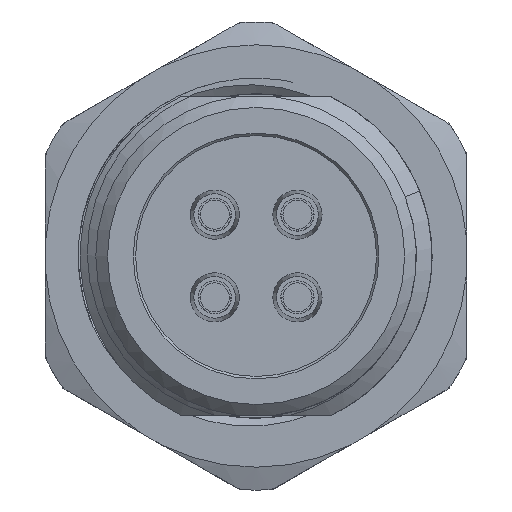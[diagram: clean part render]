
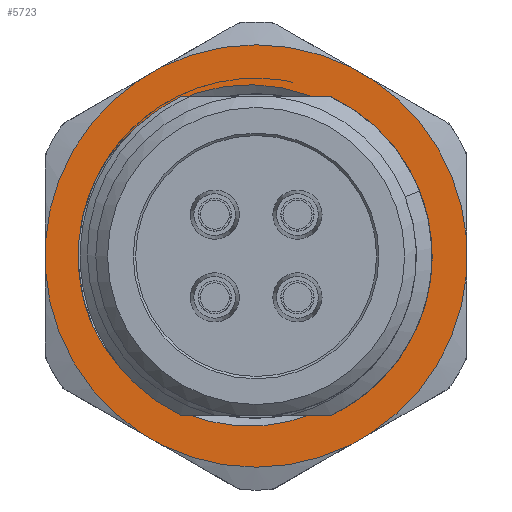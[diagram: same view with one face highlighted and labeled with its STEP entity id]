
A CAD part, left-side view. The second image highlights one B-rep face of the part: STEP entity #5723.
In plain terms, the highlighted planar face has unit normal (-1, 0, 0).
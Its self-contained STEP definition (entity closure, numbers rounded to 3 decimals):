
#371=B_SPLINE_CURVE_WITH_KNOTS('',3,(#21258,#21259,#21260,#21261,#21262,
#21263,#21264),.UNSPECIFIED.,.F.,.F.,(4,1,1,1,4),(0.,
0.004,0.009,0.013,0.017),
 .UNSPECIFIED.);
#372=B_SPLINE_CURVE_WITH_KNOTS('',3,(#21268,#21269,#21270,#21271,#21272,
#21273,#21274),.UNSPECIFIED.,.F.,.F.,(4,1,1,1,4),(0.,
0.004,0.009,0.013,0.017),
 .UNSPECIFIED.);
#762=LINE('',#21275,#1015);
#763=LINE('',#21280,#1016);
#764=LINE('',#21284,#1017);
#765=LINE('',#21288,#1018);
#766=LINE('',#21292,#1019);
#767=LINE('',#21296,#1020);
#1015=VECTOR('',#8019,1000.);
#1016=VECTOR('',#8022,1000.);
#1017=VECTOR('',#8025,1000.);
#1018=VECTOR('',#8028,1000.);
#1019=VECTOR('',#8031,1000.);
#1020=VECTOR('',#8034,1000.);
#2243=ORIENTED_EDGE('',*,*,#3145,.F.);
#2244=ORIENTED_EDGE('',*,*,#3146,.T.);
#2245=ORIENTED_EDGE('',*,*,#3147,.T.);
#2246=ORIENTED_EDGE('',*,*,#3148,.T.);
#2247=ORIENTED_EDGE('',*,*,#3149,.F.);
#2248=ORIENTED_EDGE('',*,*,#3150,.T.);
#2249=ORIENTED_EDGE('',*,*,#3151,.F.);
#2250=ORIENTED_EDGE('',*,*,#3152,.T.);
#2251=ORIENTED_EDGE('',*,*,#3153,.F.);
#2252=ORIENTED_EDGE('',*,*,#3154,.T.);
#2253=ORIENTED_EDGE('',*,*,#3155,.F.);
#2254=ORIENTED_EDGE('',*,*,#3156,.T.);
#2255=ORIENTED_EDGE('',*,*,#3157,.F.);
#2256=ORIENTED_EDGE('',*,*,#3158,.T.);
#2257=ORIENTED_EDGE('',*,*,#3159,.F.);
#2258=ORIENTED_EDGE('',*,*,#3160,.T.);
#3145=EDGE_CURVE('',#3741,#3742,#4098,.T.);
#3146=EDGE_CURVE('',#3741,#3743,#371,.T.);
#3147=EDGE_CURVE('',#3743,#3744,#4099,.F.);
#3148=EDGE_CURVE('',#3744,#3742,#372,.T.);
#3149=EDGE_CURVE('',#3745,#3746,#762,.T.);
#3150=EDGE_CURVE('',#3745,#3747,#4100,.F.);
#3151=EDGE_CURVE('',#3748,#3747,#763,.T.);
#3152=EDGE_CURVE('',#3748,#3749,#4101,.F.);
#3153=EDGE_CURVE('',#3750,#3749,#764,.T.);
#3154=EDGE_CURVE('',#3750,#3751,#4102,.F.);
#3155=EDGE_CURVE('',#3752,#3751,#765,.T.);
#3156=EDGE_CURVE('',#3752,#3753,#4103,.F.);
#3157=EDGE_CURVE('',#3754,#3753,#766,.T.);
#3158=EDGE_CURVE('',#3754,#3755,#4104,.F.);
#3159=EDGE_CURVE('',#3756,#3755,#767,.T.);
#3160=EDGE_CURVE('',#3756,#3746,#4105,.F.);
#3741=VERTEX_POINT('',#21256);
#3742=VERTEX_POINT('',#21257);
#3743=VERTEX_POINT('',#21265);
#3744=VERTEX_POINT('',#21267);
#3745=VERTEX_POINT('',#21276);
#3746=VERTEX_POINT('',#21277);
#3747=VERTEX_POINT('',#21279);
#3748=VERTEX_POINT('',#21281);
#3749=VERTEX_POINT('',#21283);
#3750=VERTEX_POINT('',#21285);
#3751=VERTEX_POINT('',#21287);
#3752=VERTEX_POINT('',#21289);
#3753=VERTEX_POINT('',#21291);
#3754=VERTEX_POINT('',#21293);
#3755=VERTEX_POINT('',#21295);
#3756=VERTEX_POINT('',#21297);
#4098=CIRCLE('',#6585,7.6);
#4099=CIRCLE('',#6586,6.93);
#4100=CIRCLE('',#6587,9.024);
#4101=CIRCLE('',#6588,9.024);
#4102=CIRCLE('',#6589,9.024);
#4103=CIRCLE('',#6590,9.024);
#4104=CIRCLE('',#6591,9.024);
#4105=CIRCLE('',#6592,9.024);
#4616=EDGE_LOOP('',(#2243,#2244,#2245,#2246));
#4617=EDGE_LOOP('',(#2247,#2248,#2249,#2250,#2251,#2252,#2253,#2254,#2255,
#2256,#2257,#2258));
#5179=FACE_BOUND('',#4616,.T.);
#5180=FACE_BOUND('',#4617,.T.);
#5377=PLANE('',#6584);
#5723=ADVANCED_FACE('',(#5179,#5180),#5377,.F.);
#6584=AXIS2_PLACEMENT_3D('',#21254,#8013,#8014);
#6585=AXIS2_PLACEMENT_3D('',#21255,#8015,#8016);
#6586=AXIS2_PLACEMENT_3D('',#21266,#8017,#8018);
#6587=AXIS2_PLACEMENT_3D('',#21278,#8020,#8021);
#6588=AXIS2_PLACEMENT_3D('',#21282,#8023,#8024);
#6589=AXIS2_PLACEMENT_3D('',#21286,#8026,#8027);
#6590=AXIS2_PLACEMENT_3D('',#21290,#8029,#8030);
#6591=AXIS2_PLACEMENT_3D('',#21294,#8032,#8033);
#6592=AXIS2_PLACEMENT_3D('',#21298,#8035,#8036);
#8013=DIRECTION('',(1.,0.,0.));
#8014=DIRECTION('',(0.,0.,-1.));
#8015=DIRECTION('',(-1.,0.,0.));
#8016=DIRECTION('',(0.,1.,0.));
#8017=DIRECTION('',(-1.,0.,0.));
#8018=DIRECTION('',(0.,0.,1.));
#8019=DIRECTION('',(0.,1.,0.));
#8020=DIRECTION('',(1.,0.,0.));
#8021=DIRECTION('',(0.,0.,-1.));
#8022=DIRECTION('',(0.,0.498,-0.867));
#8023=DIRECTION('',(1.,0.,0.));
#8024=DIRECTION('',(0.,0.,-1.));
#8025=DIRECTION('',(0.,-0.498,-0.867));
#8026=DIRECTION('',(1.,0.,0.));
#8027=DIRECTION('',(0.,0.,-1.));
#8028=DIRECTION('',(0.,-1.,0.));
#8029=DIRECTION('',(1.,0.,0.));
#8030=DIRECTION('',(0.,0.,-1.));
#8031=DIRECTION('',(0.,-0.497,0.868));
#8032=DIRECTION('',(1.,0.,0.));
#8033=DIRECTION('',(0.,0.,-1.));
#8034=DIRECTION('',(0.,0.497,0.868));
#8035=DIRECTION('',(1.,0.,0.));
#8036=DIRECTION('',(0.,0.,-1.));
#21254=CARTESIAN_POINT('',(-1.5,0.,0.));
#21255=CARTESIAN_POINT('',(-1.5,0.,0.));
#21256=CARTESIAN_POINT('',(-1.5,-4.081,6.411));
#21257=CARTESIAN_POINT('',(-1.5,3.02,6.974));
#21258=CARTESIAN_POINT('',(-1.5,-4.081,6.411));
#21259=CARTESIAN_POINT('',(-1.5,-5.265,5.593));
#21260=CARTESIAN_POINT('',(-1.5,-7.132,3.294));
#21261=CARTESIAN_POINT('',(-1.5,-7.622,-1.136));
#21262=CARTESIAN_POINT('',(-1.5,-5.55,-5.108));
#21263=CARTESIAN_POINT('',(-1.5,-2.928,-6.508));
#21264=CARTESIAN_POINT('',(-1.5,-1.511,-6.763));
#21265=CARTESIAN_POINT('',(-1.5,-1.511,-6.763));
#21266=CARTESIAN_POINT('',(-1.5,0.,0.));
#21267=CARTESIAN_POINT('',(-1.5,2.558,-6.441));
#21268=CARTESIAN_POINT('',(-1.5,2.558,-6.441));
#21269=CARTESIAN_POINT('',(-1.5,3.917,-5.964));
#21270=CARTESIAN_POINT('',(-1.5,6.29,-4.163));
#21271=CARTESIAN_POINT('',(-1.5,7.705,0.074));
#21272=CARTESIAN_POINT('',(-1.5,6.523,4.38));
#21273=CARTESIAN_POINT('',(-1.5,4.318,6.354));
#21274=CARTESIAN_POINT('',(-1.5,3.02,6.974));
#21275=CARTESIAN_POINT('',(-1.5,-4.376,-8.992));
#21276=CARTESIAN_POINT('',(-1.5,-0.764,-8.992));
#21277=CARTESIAN_POINT('',(-1.5,0.764,-8.992));
#21278=CARTESIAN_POINT('',(-1.5,0.,0.));
#21279=CARTESIAN_POINT('',(-1.5,-7.542,-4.955));
#21280=CARTESIAN_POINT('',(-1.5,-9.974,-0.725));
#21281=CARTESIAN_POINT('',(-1.5,-8.078,-4.024));
#21282=CARTESIAN_POINT('',(-1.5,0.,0.));
#21283=CARTESIAN_POINT('',(-1.5,-8.078,4.024));
#21284=CARTESIAN_POINT('',(-1.5,-5.646,8.254));
#21285=CARTESIAN_POINT('',(-1.5,-7.542,4.955));
#21286=CARTESIAN_POINT('',(-1.5,0.,0.));
#21287=CARTESIAN_POINT('',(-1.5,-0.537,9.008));
#21288=CARTESIAN_POINT('',(-1.5,4.342,9.008));
#21289=CARTESIAN_POINT('',(-1.5,0.537,9.008));
#21290=CARTESIAN_POINT('',(-1.5,0.,0.));
#21291=CARTESIAN_POINT('',(-1.5,7.551,4.941));
#21292=CARTESIAN_POINT('',(-1.5,9.975,0.706));
#21293=CARTESIAN_POINT('',(-1.5,8.085,4.008));
#21294=CARTESIAN_POINT('',(-1.5,0.,0.));
#21295=CARTESIAN_POINT('',(-1.5,8.085,-4.008));
#21296=CARTESIAN_POINT('',(-1.5,5.661,-8.243));
#21297=CARTESIAN_POINT('',(-1.5,7.551,-4.941));
#21298=CARTESIAN_POINT('',(-1.5,0.,0.));
